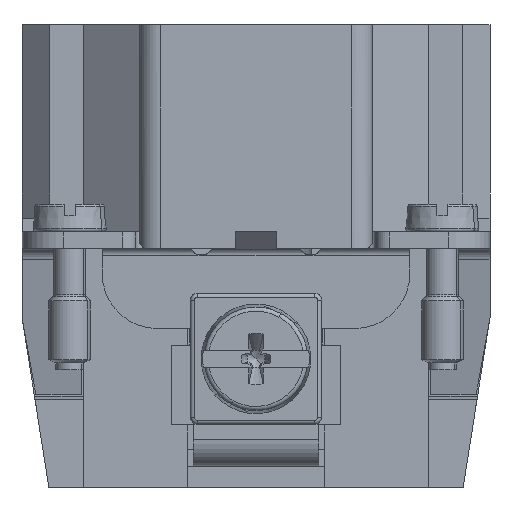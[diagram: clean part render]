
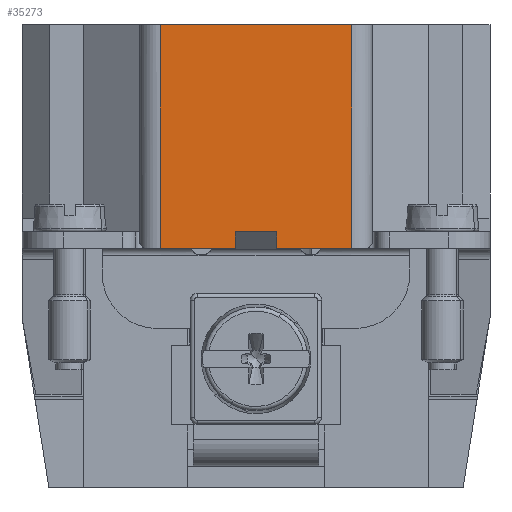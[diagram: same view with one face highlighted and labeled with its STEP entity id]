
A CAD part, front view. The second image highlights one B-rep face of the part: STEP entity #35273.
In plain terms, the highlighted planar face has unit normal (0, -1, 0).
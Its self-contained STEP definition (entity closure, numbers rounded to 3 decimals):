
#35256=AXIS2_PLACEMENT_3D('Plane Axis2P3D',#35253,#35254,#35255) ;
#5648=CARTESIAN_POINT('Vertex',(10.,0.3,33.5)) ;
#5651=CARTESIAN_POINT('Line Origine',(16.95,0.3,33.5)) ;
#5655=CARTESIAN_POINT('Vertex',(23.9,0.3,33.5)) ;
#6651=CARTESIAN_POINT('Vertex',(18.45,0.3,17.3)) ;
#6654=CARTESIAN_POINT('Line Origine',(18.45,0.3,17.9)) ;
#6658=CARTESIAN_POINT('Vertex',(18.45,0.3,18.5)) ;
#6686=CARTESIAN_POINT('Line Origine',(16.95,0.3,18.5)) ;
#6690=CARTESIAN_POINT('Vertex',(15.45,0.3,18.5)) ;
#6731=CARTESIAN_POINT('Line Origine',(15.45,0.3,17.9)) ;
#6735=CARTESIAN_POINT('Vertex',(15.45,0.3,17.3)) ;
#6893=CARTESIAN_POINT('Vertex',(10.,0.3,17.3)) ;
#6985=CARTESIAN_POINT('Line Origine',(12.725,0.3,17.3)) ;
#7055=CARTESIAN_POINT('Line Origine',(10.,0.3,25.4)) ;
#29084=CARTESIAN_POINT('Vertex',(23.9,0.3,17.3)) ;
#29087=CARTESIAN_POINT('Line Origine',(21.175,0.3,17.3)) ;
#35253=CARTESIAN_POINT('Axis2P3D Location',(16.95,0.3,33.5)) ;
#35258=CARTESIAN_POINT('Line Origine',(23.9,0.3,25.4)) ;
#5652=DIRECTION('Vector Direction',(-1.,0.,0.)) ;
#6655=DIRECTION('Vector Direction',(0.,0.,1.)) ;
#6687=DIRECTION('Vector Direction',(1.,0.,0.)) ;
#6732=DIRECTION('Vector Direction',(0.,0.,1.)) ;
#6986=DIRECTION('Vector Direction',(-1.,0.,0.)) ;
#7056=DIRECTION('Vector Direction',(0.,0.,1.)) ;
#29088=DIRECTION('Vector Direction',(-1.,0.,0.)) ;
#35254=DIRECTION('Axis2P3D Direction',(0.,1.,0.)) ;
#35255=DIRECTION('Axis2P3D XDirection',(0.,0.,-1.)) ;
#35259=DIRECTION('Vector Direction',(0.,0.,1.)) ;
#5653=VECTOR('Line Direction',#5652,1.) ;
#6656=VECTOR('Line Direction',#6655,1.) ;
#6688=VECTOR('Line Direction',#6687,1.) ;
#6733=VECTOR('Line Direction',#6732,1.) ;
#6987=VECTOR('Line Direction',#6986,1.) ;
#7057=VECTOR('Line Direction',#7056,1.) ;
#29089=VECTOR('Line Direction',#29088,1.) ;
#35260=VECTOR('Line Direction',#35259,1.) ;
#35264=ORIENTED_EDGE('',*,*,#35262,.T.) ;
#35265=ORIENTED_EDGE('',*,*,#5657,.T.) ;
#35266=ORIENTED_EDGE('',*,*,#7059,.F.) ;
#35267=ORIENTED_EDGE('',*,*,#6989,.F.) ;
#35268=ORIENTED_EDGE('',*,*,#6737,.T.) ;
#35269=ORIENTED_EDGE('',*,*,#6692,.T.) ;
#35270=ORIENTED_EDGE('',*,*,#6660,.F.) ;
#35271=ORIENTED_EDGE('',*,*,#29091,.F.) ;
#35273=ADVANCED_FACE('Hauptk\X2\00F6\X0\rper',(#35272),#35257,.F.) ;
#5657=EDGE_CURVE('',#5656,#5649,#5654,.T.) ;
#6660=EDGE_CURVE('',#6652,#6659,#6657,.T.) ;
#6692=EDGE_CURVE('',#6691,#6659,#6689,.T.) ;
#6737=EDGE_CURVE('',#6736,#6691,#6734,.T.) ;
#6989=EDGE_CURVE('',#6736,#6894,#6988,.T.) ;
#7059=EDGE_CURVE('',#6894,#5649,#7058,.T.) ;
#29091=EDGE_CURVE('',#29085,#6652,#29090,.T.) ;
#35262=EDGE_CURVE('',#29085,#5656,#35261,.T.) ;
#35263=EDGE_LOOP('',(#35264,#35265,#35266,#35267,#35268,#35269,#35270,#35271)) ;
#35272=FACE_OUTER_BOUND('',#35263,.T.) ;
#5654=LINE('Line',#5651,#5653) ;
#6657=LINE('Line',#6654,#6656) ;
#6689=LINE('Line',#6686,#6688) ;
#6734=LINE('Line',#6731,#6733) ;
#6988=LINE('Line',#6985,#6987) ;
#7058=LINE('Line',#7055,#7057) ;
#29090=LINE('Line',#29087,#29089) ;
#35261=LINE('Line',#35258,#35260) ;
#35257=PLANE('',#35256) ;
#5649=VERTEX_POINT('',#5648) ;
#5656=VERTEX_POINT('',#5655) ;
#6652=VERTEX_POINT('',#6651) ;
#6659=VERTEX_POINT('',#6658) ;
#6691=VERTEX_POINT('',#6690) ;
#6736=VERTEX_POINT('',#6735) ;
#6894=VERTEX_POINT('',#6893) ;
#29085=VERTEX_POINT('',#29084) ;
